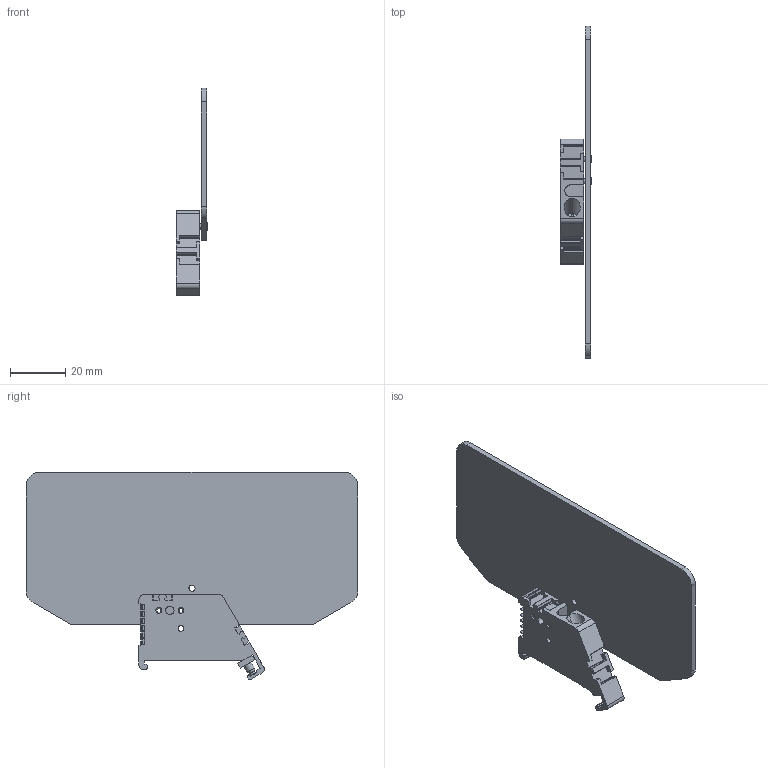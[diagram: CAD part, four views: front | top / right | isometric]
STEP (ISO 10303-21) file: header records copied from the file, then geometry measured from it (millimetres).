
FILE_DESCRIPTION(('CATIA V5R22 STEP214','CAx-IF Rec.Pracs.--- Model Styling and Organization---1.4--- 2014-01-23'),'2;1');
FILE_NAME ('001135-1_1', '2019-08-14T07:30:53+00:00', ('Weidmueller Interface'), ('Weidmueller'), 'CATIA Version 5-6 Release 2016 SP3 HF44', 'CATIA V5 STEP AP214', 'none');
FILE_SCHEMA(('AUTOMOTIVE_DESIGN { 1 0 10303 214 1 1 1 1 }'));
Length unit declared in the file: millimetre
Products named in the file (1): 0180600000_EP_1_SAKG32-35_HP-TF-GE
Bounding box: 11.3 x 120 x 75.15 mm (x, y, z)
Volume: 19408.4 mm3; surface area: 18215.2 mm2
Topology: 5 solids, 5 shells, 305 faces, 842 edges, 555 vertices
Faces by surface type: plane 209, cylinder 76, torus 16, cone 4
Entity records: 9563 total; most frequent: CARTESIAN_POINT 1852, ORIENTED_EDGE 1684, DIRECTION 1379, EDGE_CURVE 842, VECTOR 648, LINE 648, VERTEX_POINT 555, AXIS2_PLACEMENT_3D 454
